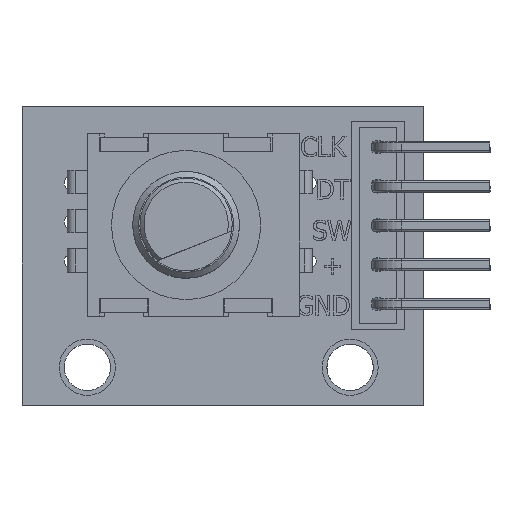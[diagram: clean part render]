
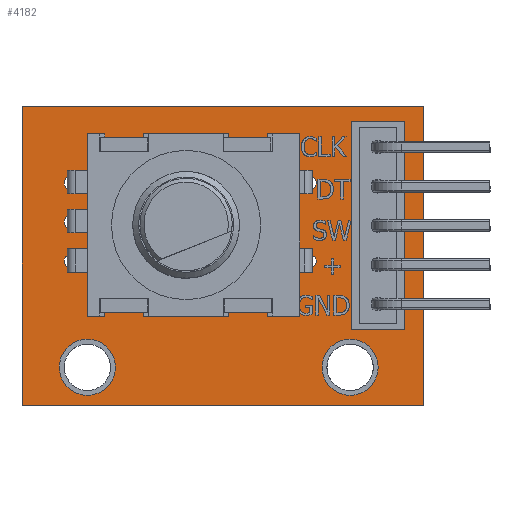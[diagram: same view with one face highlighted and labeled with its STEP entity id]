
A CAD part, top view. The second image highlights one B-rep face of the part: STEP entity #4182.
In plain terms, the highlighted planar face has unit normal (0, 0, 1).
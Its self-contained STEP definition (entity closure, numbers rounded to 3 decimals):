
#3629 = VERTEX_POINT('',#3630);
#3630 = CARTESIAN_POINT('',(26.,19.329,0.025));
#3636 = EDGE_CURVE('',#3637,#3629,#3639,.T.);
#3637 = VERTEX_POINT('',#3638);
#3638 = CARTESIAN_POINT('',(26.,0.,0.025));
#3639 = LINE('',#3640,#3641);
#3640 = CARTESIAN_POINT('',(26.,4.832,0.025));
#3641 = VECTOR('',#3642,1.);
#3642 = DIRECTION('',(0.,1.,0.));
#3668 = VERTEX_POINT('',#3669);
#3669 = CARTESIAN_POINT('',(0.,19.329,0.025));
#3675 = EDGE_CURVE('',#3629,#3668,#3676,.T.);
#3676 = LINE('',#3677,#3678);
#3677 = CARTESIAN_POINT('',(26.416,19.329,0.025));
#3678 = VECTOR('',#3679,1.);
#3679 = DIRECTION('',(-1.,0.,0.));
#3846 = EDGE_CURVE('',#3847,#3637,#3849,.T.);
#3847 = VERTEX_POINT('',#3848);
#3848 = CARTESIAN_POINT('',(0.,0.,0.025));
#3849 = LINE('',#3850,#3851);
#3850 = CARTESIAN_POINT('',(0.,0.,0.025));
#3851 = VECTOR('',#3852,1.);
#3852 = DIRECTION('',(1.,0.,0.));
#3871 = EDGE_CURVE('',#3668,#3847,#3872,.T.);
#3872 = LINE('',#3873,#3874);
#3873 = CARTESIAN_POINT('',(0.,19.329,0.025));
#3874 = VECTOR('',#3875,1.);
#3875 = DIRECTION('',(0.,-1.,0.));
#3887 = VERTEX_POINT('',#3888);
#3888 = CARTESIAN_POINT('',(3.62,14.402,0.025));
#3894 = EDGE_CURVE('',#3887,#3887,#3895,.T.);
#3895 = CIRCLE('',#3896,0.445);
#3896 = AXIS2_PLACEMENT_3D('',#3897,#3898,#3899);
#3897 = CARTESIAN_POINT('',(3.175,14.402,0.025));
#3898 = DIRECTION('',(0.,0.,-1.));
#3899 = DIRECTION('',(-1.,0.,0.));
#3912 = VERTEX_POINT('',#3913);
#3913 = CARTESIAN_POINT('',(3.62,11.862,0.025));
#3919 = EDGE_CURVE('',#3912,#3912,#3920,.T.);
#3920 = CIRCLE('',#3921,0.445);
#3921 = AXIS2_PLACEMENT_3D('',#3922,#3923,#3924);
#3922 = CARTESIAN_POINT('',(3.175,11.862,0.025));
#3923 = DIRECTION('',(0.,0.,-1.));
#3924 = DIRECTION('',(-1.,0.,0.));
#3937 = VERTEX_POINT('',#3938);
#3938 = CARTESIAN_POINT('',(3.62,9.322,0.025));
#3944 = EDGE_CURVE('',#3937,#3937,#3945,.T.);
#3945 = CIRCLE('',#3946,0.445);
#3946 = AXIS2_PLACEMENT_3D('',#3947,#3948,#3949);
#3947 = CARTESIAN_POINT('',(3.175,9.322,0.025));
#3948 = DIRECTION('',(0.,0.,-1.));
#3949 = DIRECTION('',(-1.,0.,0.));
#3962 = VERTEX_POINT('',#3963);
#3963 = CARTESIAN_POINT('',(19.038,9.322,0.025));
#3971 = EDGE_CURVE('',#3962,#3962,#3972,.T.);
#3972 = CIRCLE('',#3973,0.445);
#3973 = AXIS2_PLACEMENT_3D('',#3974,#3975,#3976);
#3974 = CARTESIAN_POINT('',(18.593,9.322,0.025));
#3975 = DIRECTION('',(0.,0.,-1.));
#3976 = DIRECTION('',(-1.,0.,0.));
#3987 = VERTEX_POINT('',#3988);
#3988 = CARTESIAN_POINT('',(19.038,14.402,0.025));
#3996 = EDGE_CURVE('',#3987,#3987,#3997,.T.);
#3997 = CIRCLE('',#3998,0.445);
#3998 = AXIS2_PLACEMENT_3D('',#3999,#4000,#4001);
#3999 = CARTESIAN_POINT('',(18.593,14.402,0.025));
#4000 = DIRECTION('',(0.,0.,-1.));
#4001 = DIRECTION('',(-1.,0.,0.));
#4012 = VERTEX_POINT('',#4013);
#4013 = CARTESIAN_POINT('',(5.727,2.464,0.025));
#4019 = EDGE_CURVE('',#4012,#4012,#4020,.T.);
#4020 = CIRCLE('',#4021,1.5);
#4021 = AXIS2_PLACEMENT_3D('',#4022,#4023,#4024);
#4022 = CARTESIAN_POINT('',(4.227,2.464,0.025));
#4023 = DIRECTION('',(0.,0.,-1.));
#4024 = DIRECTION('',(-1.,0.,-0.));
#4037 = VERTEX_POINT('',#4038);
#4038 = CARTESIAN_POINT('',(22.724,2.464,0.025));
#4044 = EDGE_CURVE('',#4037,#4037,#4045,.T.);
#4045 = CIRCLE('',#4046,1.5);
#4046 = AXIS2_PLACEMENT_3D('',#4047,#4048,#4049);
#4047 = CARTESIAN_POINT('',(21.224,2.464,0.025));
#4048 = DIRECTION('',(0.,0.,-1.));
#4049 = DIRECTION('',(-1.,0.,-0.));
#4062 = VERTEX_POINT('',#4063);
#4063 = CARTESIAN_POINT('',(23.406,6.553,0.025));
#4069 = EDGE_CURVE('',#4062,#4062,#4070,.T.);
#4070 = CIRCLE('',#4071,0.381);
#4071 = AXIS2_PLACEMENT_3D('',#4072,#4073,#4074);
#4072 = CARTESIAN_POINT('',(23.025,6.553,0.025));
#4073 = DIRECTION('',(0.,0.,-1.));
#4074 = DIRECTION('',(-1.,0.,0.));
#4087 = VERTEX_POINT('',#4088);
#4088 = CARTESIAN_POINT('',(23.406,9.093,0.025));
#4094 = EDGE_CURVE('',#4087,#4087,#4095,.T.);
#4095 = CIRCLE('',#4096,0.381);
#4096 = AXIS2_PLACEMENT_3D('',#4097,#4098,#4099);
#4097 = CARTESIAN_POINT('',(23.025,9.093,0.025));
#4098 = DIRECTION('',(0.,0.,-1.));
#4099 = DIRECTION('',(-1.,0.,0.));
#4112 = VERTEX_POINT('',#4113);
#4113 = CARTESIAN_POINT('',(23.406,11.633,0.025));
#4119 = EDGE_CURVE('',#4112,#4112,#4120,.T.);
#4120 = CIRCLE('',#4121,0.381);
#4121 = AXIS2_PLACEMENT_3D('',#4122,#4123,#4124);
#4122 = CARTESIAN_POINT('',(23.025,11.633,0.025));
#4123 = DIRECTION('',(0.,0.,-1.));
#4124 = DIRECTION('',(-1.,0.,0.));
#4137 = VERTEX_POINT('',#4138);
#4138 = CARTESIAN_POINT('',(23.406,14.173,0.025));
#4144 = EDGE_CURVE('',#4137,#4137,#4145,.T.);
#4145 = CIRCLE('',#4146,0.381);
#4146 = AXIS2_PLACEMENT_3D('',#4147,#4148,#4149);
#4147 = CARTESIAN_POINT('',(23.025,14.173,0.025));
#4148 = DIRECTION('',(0.,0.,-1.));
#4149 = DIRECTION('',(-1.,0.,0.));
#4162 = VERTEX_POINT('',#4163);
#4163 = CARTESIAN_POINT('',(23.406,16.713,0.025));
#4169 = EDGE_CURVE('',#4162,#4162,#4170,.T.);
#4170 = CIRCLE('',#4171,0.381);
#4171 = AXIS2_PLACEMENT_3D('',#4172,#4173,#4174);
#4172 = CARTESIAN_POINT('',(23.025,16.713,0.025));
#4173 = DIRECTION('',(0.,0.,-1.));
#4174 = DIRECTION('',(-1.,0.,0.));
#4182 = ADVANCED_FACE('',(#4183,#4189,#4192,#4195,#4198,#4201,#4204,
    #4207,#4210,#4213,#4216,#4219,#4222),#4225,.T.);
#4183 = FACE_BOUND('',#4184,.T.);
#4184 = EDGE_LOOP('',(#4185,#4186,#4187,#4188));
#4185 = ORIENTED_EDGE('',*,*,#3636,.T.);
#4186 = ORIENTED_EDGE('',*,*,#3675,.T.);
#4187 = ORIENTED_EDGE('',*,*,#3871,.T.);
#4188 = ORIENTED_EDGE('',*,*,#3846,.T.);
#4189 = FACE_BOUND('',#4190,.T.);
#4190 = EDGE_LOOP('',(#4191));
#4191 = ORIENTED_EDGE('',*,*,#4044,.T.);
#4192 = FACE_BOUND('',#4193,.T.);
#4193 = EDGE_LOOP('',(#4194));
#4194 = ORIENTED_EDGE('',*,*,#3996,.T.);
#4195 = FACE_BOUND('',#4196,.T.);
#4196 = EDGE_LOOP('',(#4197));
#4197 = ORIENTED_EDGE('',*,*,#3971,.T.);
#4198 = FACE_BOUND('',#4199,.T.);
#4199 = EDGE_LOOP('',(#4200));
#4200 = ORIENTED_EDGE('',*,*,#3944,.T.);
#4201 = FACE_BOUND('',#4202,.T.);
#4202 = EDGE_LOOP('',(#4203));
#4203 = ORIENTED_EDGE('',*,*,#3919,.T.);
#4204 = FACE_BOUND('',#4205,.T.);
#4205 = EDGE_LOOP('',(#4206));
#4206 = ORIENTED_EDGE('',*,*,#3894,.T.);
#4207 = FACE_BOUND('',#4208,.T.);
#4208 = EDGE_LOOP('',(#4209));
#4209 = ORIENTED_EDGE('',*,*,#4019,.T.);
#4210 = FACE_BOUND('',#4211,.T.);
#4211 = EDGE_LOOP('',(#4212));
#4212 = ORIENTED_EDGE('',*,*,#4069,.T.);
#4213 = FACE_BOUND('',#4214,.T.);
#4214 = EDGE_LOOP('',(#4215));
#4215 = ORIENTED_EDGE('',*,*,#4094,.T.);
#4216 = FACE_BOUND('',#4217,.T.);
#4217 = EDGE_LOOP('',(#4218));
#4218 = ORIENTED_EDGE('',*,*,#4119,.T.);
#4219 = FACE_BOUND('',#4220,.T.);
#4220 = EDGE_LOOP('',(#4221));
#4221 = ORIENTED_EDGE('',*,*,#4144,.T.);
#4222 = FACE_BOUND('',#4223,.T.);
#4223 = EDGE_LOOP('',(#4224));
#4224 = ORIENTED_EDGE('',*,*,#4169,.T.);
#4225 = PLANE('',#4226);
#4226 = AXIS2_PLACEMENT_3D('',#4227,#4228,#4229);
#4227 = CARTESIAN_POINT('',(13.208,9.665,0.025));
#4228 = DIRECTION('',(0.,0.,1.));
#4229 = DIRECTION('',(1.,0.,0.));
